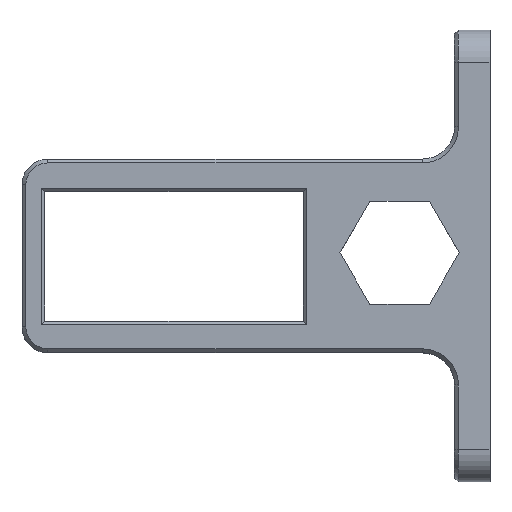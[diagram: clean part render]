
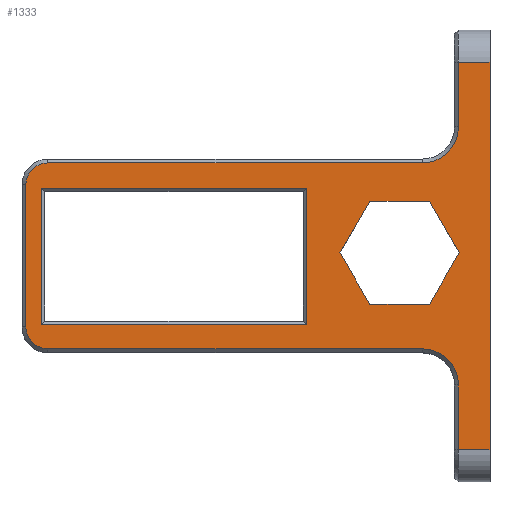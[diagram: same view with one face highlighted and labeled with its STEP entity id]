
A CAD part, top view. The second image highlights one B-rep face of the part: STEP entity #1333.
In plain terms, the highlighted planar face has unit normal (0, 0, 1).
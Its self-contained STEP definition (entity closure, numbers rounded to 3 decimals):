
#40=FACE_BOUND('',#207,.T.);
#41=FACE_BOUND('',#208,.T.);
#73=PLANE('',#1450);
#127=FACE_OUTER_BOUND('',#206,.T.);
#206=EDGE_LOOP('',(#1011,#1012,#1013,#1014,#1015,#1016,#1017,#1018,#1019,
#1020,#1021,#1022));
#207=EDGE_LOOP('',(#1023,#1024,#1025,#1026,#1027,#1028));
#208=EDGE_LOOP('',(#1029,#1030,#1031,#1032));
#279=CIRCLE('',#1401,5.6);
#280=CIRCLE('',#1404,3.4);
#282=CIRCLE('',#1408,3.4);
#285=CIRCLE('',#1412,5.6);
#333=LINE('',#1957,#466);
#337=LINE('',#1969,#470);
#343=LINE('',#1990,#476);
#356=LINE('',#2026,#489);
#369=LINE('',#2061,#502);
#381=LINE('',#2098,#514);
#382=LINE('',#2100,#515);
#383=LINE('',#2101,#516);
#384=LINE('',#2104,#517);
#385=LINE('',#2106,#518);
#386=LINE('',#2108,#519);
#387=LINE('',#2110,#520);
#388=LINE('',#2112,#521);
#389=LINE('',#2113,#522);
#390=LINE('',#2116,#523);
#391=LINE('',#2118,#524);
#392=LINE('',#2120,#525);
#393=LINE('',#2121,#526);
#466=VECTOR('',#1548,10.);
#470=VECTOR('',#1560,10.);
#476=VECTOR('',#1580,10.);
#489=VECTOR('',#1617,10.);
#502=VECTOR('',#1650,10.);
#514=VECTOR('',#1692,5.);
#515=VECTOR('',#1693,10.);
#516=VECTOR('',#1694,10.);
#517=VECTOR('',#1695,10.);
#518=VECTOR('',#1696,10.);
#519=VECTOR('',#1697,10.);
#520=VECTOR('',#1698,10.);
#521=VECTOR('',#1699,10.);
#522=VECTOR('',#1700,10.);
#523=VECTOR('',#1701,10.);
#524=VECTOR('',#1702,10.);
#525=VECTOR('',#1703,10.);
#526=VECTOR('',#1704,10.);
#597=VERTEX_POINT('',#1947);
#600=VERTEX_POINT('',#1952);
#601=VERTEX_POINT('',#1956);
#603=VERTEX_POINT('',#1962);
#605=VERTEX_POINT('',#1968);
#607=VERTEX_POINT('',#1974);
#609=VERTEX_POINT('',#1980);
#612=VERTEX_POINT('',#1985);
#613=VERTEX_POINT('',#1989);
#636=VERTEX_POINT('',#2059);
#646=VERTEX_POINT('',#2097);
#647=VERTEX_POINT('',#2099);
#648=VERTEX_POINT('',#2102);
#649=VERTEX_POINT('',#2103);
#650=VERTEX_POINT('',#2105);
#651=VERTEX_POINT('',#2107);
#652=VERTEX_POINT('',#2109);
#653=VERTEX_POINT('',#2111);
#654=VERTEX_POINT('',#2114);
#655=VERTEX_POINT('',#2115);
#656=VERTEX_POINT('',#2117);
#657=VERTEX_POINT('',#2119);
#715=EDGE_CURVE('',#600,#597,#279,.T.);
#716=EDGE_CURVE('',#597,#601,#333,.T.);
#719=EDGE_CURVE('',#601,#603,#280,.T.);
#722=EDGE_CURVE('',#603,#605,#337,.T.);
#725=EDGE_CURVE('',#605,#607,#282,.T.);
#731=EDGE_CURVE('',#612,#609,#285,.T.);
#732=EDGE_CURVE('',#609,#613,#343,.T.);
#751=EDGE_CURVE('',#607,#612,#356,.T.);
#768=EDGE_CURVE('',#636,#600,#369,.T.);
#787=EDGE_CURVE('',#646,#636,#381,.T.);
#788=EDGE_CURVE('',#647,#646,#382,.T.);
#789=EDGE_CURVE('',#613,#647,#383,.T.);
#790=EDGE_CURVE('',#648,#649,#384,.T.);
#791=EDGE_CURVE('',#649,#650,#385,.T.);
#792=EDGE_CURVE('',#650,#651,#386,.T.);
#793=EDGE_CURVE('',#651,#652,#387,.T.);
#794=EDGE_CURVE('',#652,#653,#388,.T.);
#795=EDGE_CURVE('',#653,#648,#389,.T.);
#796=EDGE_CURVE('',#654,#655,#390,.T.);
#797=EDGE_CURVE('',#656,#654,#391,.T.);
#798=EDGE_CURVE('',#657,#656,#392,.T.);
#799=EDGE_CURVE('',#655,#657,#393,.T.);
#1011=ORIENTED_EDGE('',*,*,#732,.F.);
#1012=ORIENTED_EDGE('',*,*,#731,.F.);
#1013=ORIENTED_EDGE('',*,*,#751,.F.);
#1014=ORIENTED_EDGE('',*,*,#725,.F.);
#1015=ORIENTED_EDGE('',*,*,#722,.F.);
#1016=ORIENTED_EDGE('',*,*,#719,.F.);
#1017=ORIENTED_EDGE('',*,*,#716,.F.);
#1018=ORIENTED_EDGE('',*,*,#715,.F.);
#1019=ORIENTED_EDGE('',*,*,#768,.F.);
#1020=ORIENTED_EDGE('',*,*,#787,.F.);
#1021=ORIENTED_EDGE('',*,*,#788,.F.);
#1022=ORIENTED_EDGE('',*,*,#789,.F.);
#1023=ORIENTED_EDGE('',*,*,#790,.T.);
#1024=ORIENTED_EDGE('',*,*,#791,.T.);
#1025=ORIENTED_EDGE('',*,*,#792,.T.);
#1026=ORIENTED_EDGE('',*,*,#793,.T.);
#1027=ORIENTED_EDGE('',*,*,#794,.T.);
#1028=ORIENTED_EDGE('',*,*,#795,.T.);
#1029=ORIENTED_EDGE('',*,*,#796,.F.);
#1030=ORIENTED_EDGE('',*,*,#797,.F.);
#1031=ORIENTED_EDGE('',*,*,#798,.F.);
#1032=ORIENTED_EDGE('',*,*,#799,.F.);
#1333=ADVANCED_FACE('',(#127,#40,#41),#73,.T.);
#1401=AXIS2_PLACEMENT_3D('',#1954,#1544,#1545);
#1404=AXIS2_PLACEMENT_3D('',#1963,#1553,#1554);
#1408=AXIS2_PLACEMENT_3D('',#1975,#1565,#1566);
#1412=AXIS2_PLACEMENT_3D('',#1987,#1576,#1577);
#1450=AXIS2_PLACEMENT_3D('',#2096,#1690,#1691);
#1544=DIRECTION('center_axis',(0.,0.,
1.));
#1545=DIRECTION('ref_axis',(0.707,0.707,0.));
#1548=DIRECTION('',(-1.,0.,0.));
#1553=DIRECTION('center_axis',(0.,0.,
-1.));
#1554=DIRECTION('ref_axis',(-0.707,-0.707,0.));
#1560=DIRECTION('',(0.,1.,0.));
#1565=DIRECTION('center_axis',(0.,0.,
-1.));
#1566=DIRECTION('ref_axis',(-0.707,0.707,0.));
#1576=DIRECTION('center_axis',(0.,0.,
1.));
#1577=DIRECTION('ref_axis',(0.707,-0.707,0.));
#1580=DIRECTION('',(0.,1.,0.));
#1617=DIRECTION('',(1.,0.,0.));
#1650=DIRECTION('',(0.,1.,0.));
#1690=DIRECTION('center_axis',(0.,0.,
1.));
#1691=DIRECTION('ref_axis',(1.,0.,0.));
#1692=DIRECTION('',(-1.,0.,0.));
#1693=DIRECTION('',(0.,-1.,0.));
#1694=DIRECTION('',(1.,0.,0.));
#1695=DIRECTION('',(-0.5,-0.866,0.));
#1696=DIRECTION('',(-1.,0.,0.));
#1697=DIRECTION('',(-0.5,0.866,0.));
#1698=DIRECTION('',(0.5,0.866,0.));
#1699=DIRECTION('',(1.,0.,0.));
#1700=DIRECTION('',(0.5,-0.866,0.));
#1701=DIRECTION('',(0.,-1.,0.));
#1702=DIRECTION('',(-1.,0.,0.));
#1703=DIRECTION('',(0.,1.,0.));
#1704=DIRECTION('',(1.,0.,0.));
#1947=CARTESIAN_POINT('',(-910.5,9.6,91.));
#1952=CARTESIAN_POINT('',(-904.9,4.,91.));
#1954=CARTESIAN_POINT('Origin',(-910.5,4.,91.));
#1956=CARTESIAN_POINT('',(-968.5,9.6,91.));
#1957=CARTESIAN_POINT('',(-962.5,9.6,91.));
#1962=CARTESIAN_POINT('',(-971.9,13.,91.));
#1963=CARTESIAN_POINT('Origin',(-968.5,13.,91.));
#1968=CARTESIAN_POINT('',(-971.9,35.,91.));
#1969=CARTESIAN_POINT('',(-971.9,27.75,91.));
#1974=CARTESIAN_POINT('',(-968.5,38.4,91.));
#1975=CARTESIAN_POINT('Origin',(-968.5,35.,91.));
#1980=CARTESIAN_POINT('',(-904.9,44.,91.));
#1985=CARTESIAN_POINT('',(-910.5,38.4,91.));
#1987=CARTESIAN_POINT('Origin',(-910.5,44.,91.));
#1989=CARTESIAN_POINT('',(-904.9,54.,91.));
#1990=CARTESIAN_POINT('',(-904.9,35.25,91.));
#2026=CARTESIAN_POINT('',(-959.,38.4,91.));
#2059=CARTESIAN_POINT('',(-904.9,-6.,91.));
#2061=CARTESIAN_POINT('',(-904.9,35.25,91.));
#2096=CARTESIAN_POINT('Origin',(-948.,21.5,91.));
#2097=CARTESIAN_POINT('',(-900.,-6.,91.));
#2098=CARTESIAN_POINT('',(-924.25,-6.,91.));
#2099=CARTESIAN_POINT('',(-900.,54.,91.));
#2100=CARTESIAN_POINT('',(-900.,59.,91.));
#2101=CARTESIAN_POINT('',(-924.,54.,91.));
#2102=CARTESIAN_POINT('',(-904.762,24.5,91.));
#2103=CARTESIAN_POINT('',(-909.381,16.5,91.));
#2104=CARTESIAN_POINT('',(-910.167,15.139,91.));
#2105=CARTESIAN_POINT('',(-918.619,16.5,91.));
#2106=CARTESIAN_POINT('',(-928.691,16.5,91.));
#2107=CARTESIAN_POINT('',(-923.238,24.5,91.));
#2108=CARTESIAN_POINT('',(-924.024,25.861,91.));
#2109=CARTESIAN_POINT('',(-918.619,32.5,91.));
#2110=CARTESIAN_POINT('',(-926.333,19.139,91.));
#2111=CARTESIAN_POINT('',(-909.381,32.5,91.));
#2112=CARTESIAN_POINT('',(-933.31,32.5,91.));
#2113=CARTESIAN_POINT('',(-912.477,37.861,91.));
#2114=CARTESIAN_POINT('',(-969.5,34.5,91.));
#2115=CARTESIAN_POINT('',(-969.5,13.4,91.));
#2116=CARTESIAN_POINT('',(-969.5,27.75,91.));
#2117=CARTESIAN_POINT('',(-928.4,34.5,91.));
#2118=CARTESIAN_POINT('',(-958.5,34.5,91.));
#2119=CARTESIAN_POINT('',(-928.4,13.4,91.));
#2120=CARTESIAN_POINT('',(-928.4,17.75,91.));
#2121=CARTESIAN_POINT('',(-958.,13.4,91.));
